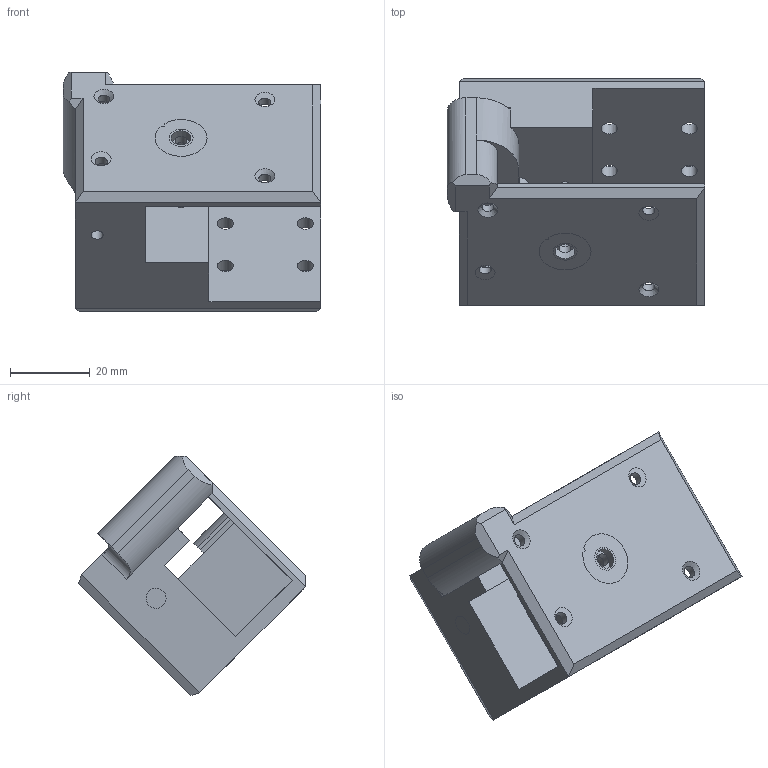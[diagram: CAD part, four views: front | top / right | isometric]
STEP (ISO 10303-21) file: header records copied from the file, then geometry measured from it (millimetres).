
FILE_DESCRIPTION(/* description */ (''),/* implementation_level */ '2;1');
FILE_NAME(/* name */ 'xy(1x).step',/* time_stamp */ '2025-11-17T17:40:58+05:30',/* author */ (''),/* organization */ (''),/* preprocessor_version */ 'ST-DEVELOPER v20.1',/* originating_system */ 'Autodesk Translation Framework v14.21.0.0',/* authorisation */ '');
FILE_SCHEMA (('AUTOMOTIVE_DESIGN { 1 0 10303 214 3 1 1 }'));
Length unit declared in the file: millimetre
Products named in the file (1): xy(1x)
Bounding box: 64.5 x 56.77 x 59.89 mm (x, y, z)
Volume: 45286.6 mm3; surface area: 17355.2 mm2
Topology: 1 solids, 2 shells, 81 faces, 209 edges, 134 vertices
Faces by surface type: plane 48, cylinder 23, cone 9, bspline 1
Full cylindrical faces by diameter (mm): 3 x8, 4 x4, 6 x1
Entity records: 2618 total; most frequent: CARTESIAN_POINT 524, DIRECTION 423, ORIENTED_EDGE 420, EDGE_CURVE 210, LINE 141, VECTOR 141, AXIS2_PLACEMENT_3D 141, VERTEX_POINT 135
